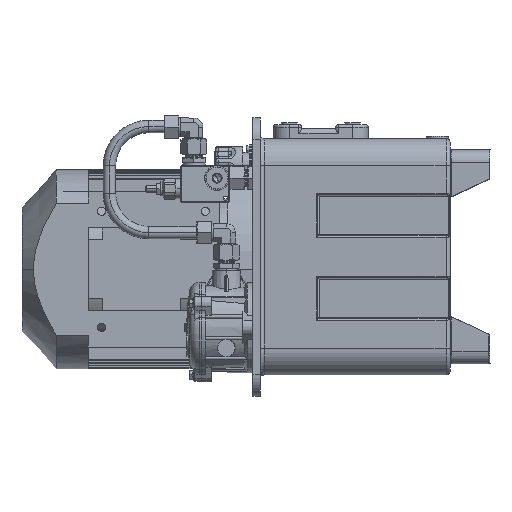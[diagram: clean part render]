
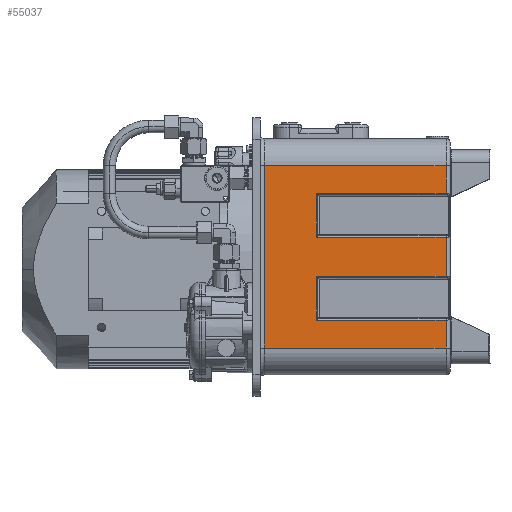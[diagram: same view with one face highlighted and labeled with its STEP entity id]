
A CAD part, left-side view. The second image highlights one B-rep face of the part: STEP entity #55037.
In plain terms, the highlighted planar face has unit normal (-1, 0, 0).
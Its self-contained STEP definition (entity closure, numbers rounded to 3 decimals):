
#5860=DIRECTION('',(0.,0.,-1.));
#5861=VECTOR('',#5860,220.);
#5862=CARTESIAN_POINT('',(-197.5,-7.5,110.));
#5863=LINE('',#5862,#5861);
#6831=DIRECTION('',(0.,-1.,0.));
#6832=VECTOR('',#6831,219.5);
#6833=CARTESIAN_POINT('',(-197.5,-7.5,-110.));
#6834=LINE('',#6833,#6832);
#6839=DIRECTION('',(0.,-1.,0.));
#6840=VECTOR('',#6839,156.464);
#6841=CARTESIAN_POINT('',(-197.5,-70.536,76.464));
#6842=LINE('',#6841,#6840);
#6863=DIRECTION('',(0.,0.,1.));
#6864=VECTOR('',#6863,33.536);
#6865=CARTESIAN_POINT('',(-197.5,-227.,
76.464));
#6866=LINE('',#6865,#6864);
#6871=DIRECTION('',(0.,0.,1.));
#6872=VECTOR('',#6871,33.536);
#6873=CARTESIAN_POINT('',(-197.5,-227.,-110.));
#6874=LINE('',#6873,#6872);
#6891=DIRECTION('',(0.,0.,1.));
#6892=VECTOR('',#6891,47.072);
#6893=CARTESIAN_POINT('',(-197.5,-227.,
-23.536));
#6894=LINE('',#6893,#6892);
#6920=DIRECTION('',(0.,1.,0.));
#6921=VECTOR('',#6920,219.5);
#6922=CARTESIAN_POINT('',(-197.5,-227.,110.));
#6923=LINE('',#6922,#6921);
#8769=DIRECTION('',(0.,1.,0.));
#8770=VECTOR('',#8769,156.464);
#8771=CARTESIAN_POINT('',(-197.5,-227.,
-76.464));
#8772=LINE('',#8771,#8770);
#8773=DIRECTION('',(0.,0.,1.));
#8774=VECTOR('',#8773,52.928);
#8775=CARTESIAN_POINT('',(-197.5,-70.536,-76.464));
#8776=LINE('',#8775,#8774);
#8784=DIRECTION('',(0.,-1.,0.));
#8785=VECTOR('',#8784,156.464);
#8786=CARTESIAN_POINT('',(-197.5,-70.536,-23.536));
#8787=LINE('',#8786,#8785);
#8880=DIRECTION('',(0.,1.,0.));
#8881=VECTOR('',#8880,156.464);
#8882=CARTESIAN_POINT('',(-197.5,-227.,
23.536));
#8883=LINE('',#8882,#8881);
#8884=DIRECTION('',(0.,0.,1.));
#8885=VECTOR('',#8884,52.928);
#8886=CARTESIAN_POINT('',(-197.5,-70.536,23.536));
#8887=LINE('',#8886,#8885);
#32389=CARTESIAN_POINT('',(-197.5,-7.5,-110.));
#32390=VERTEX_POINT('',#32389);
#32391=CARTESIAN_POINT('',(-197.5,-7.5,110.));
#32392=VERTEX_POINT('',#32391);
#32531=CARTESIAN_POINT('',(-197.5,-227.,-110.));
#32532=VERTEX_POINT('',#32531);
#32535=CARTESIAN_POINT('',(-197.5,-70.536,76.464));
#32536=CARTESIAN_POINT('',(-197.5,-227.,
76.464));
#32537=VERTEX_POINT('',#32535);
#32538=VERTEX_POINT('',#32536);
#32539=CARTESIAN_POINT('',(-197.5,-70.536,23.536));
#32540=VERTEX_POINT('',#32539);
#32541=CARTESIAN_POINT('',(-197.5,-227.,
23.536));
#32542=VERTEX_POINT('',#32541);
#32543=CARTESIAN_POINT('',(-197.5,-227.,
-23.536));
#32544=VERTEX_POINT('',#32543);
#32545=CARTESIAN_POINT('',(-197.5,-70.536,-23.536));
#32546=VERTEX_POINT('',#32545);
#32547=CARTESIAN_POINT('',(-197.5,-70.536,-76.464));
#32548=VERTEX_POINT('',#32547);
#32549=CARTESIAN_POINT('',(-197.5,-227.,
-76.464));
#32550=VERTEX_POINT('',#32549);
#32551=CARTESIAN_POINT('',(-197.5,-227.,110.));
#32552=VERTEX_POINT('',#32551);
#55008=CARTESIAN_POINT('',(-197.5,-117.25,0.));
#55009=DIRECTION('',(1.,0.,0.));
#55010=DIRECTION('',(0.,0.,1.));
#55011=AXIS2_PLACEMENT_3D('',#55008,#55009,#55010);
#55012=PLANE('',#55011);
#55014=ORIENTED_EDGE('',*,*,#55013,.F.);
#55016=ORIENTED_EDGE('',*,*,#55015,.F.);
#55018=ORIENTED_EDGE('',*,*,#55017,.F.);
#55020=ORIENTED_EDGE('',*,*,#55019,.F.);
#55022=ORIENTED_EDGE('',*,*,#55021,.F.);
#55024=ORIENTED_EDGE('',*,*,#55023,.F.);
#55026=ORIENTED_EDGE('',*,*,#55025,.F.);
#55028=ORIENTED_EDGE('',*,*,#55027,.F.);
#55029=ORIENTED_EDGE('',*,*,#55001,.F.);
#55030=ORIENTED_EDGE('',*,*,#53825,.F.);
#55032=ORIENTED_EDGE('',*,*,#55031,.F.);
#55034=ORIENTED_EDGE('',*,*,#55033,.F.);
#55035=EDGE_LOOP('',(#55014,#55016,#55018,#55020,#55022,#55024,#55026,#55028,
#55029,#55030,#55032,#55034));
#55036=FACE_OUTER_BOUND('',#55035,.F.);
#55037=ADVANCED_FACE('',(#55036),#55012,.F.);
#53825=EDGE_CURVE('',#32392,#32390,#5863,.T.);
#55001=EDGE_CURVE('',#32390,#32532,#6834,.T.);
#55013=EDGE_CURVE('',#32537,#32538,#6842,.T.);
#55015=EDGE_CURVE('',#32540,#32537,#8887,.T.);
#55017=EDGE_CURVE('',#32542,#32540,#8883,.T.);
#55019=EDGE_CURVE('',#32544,#32542,#6894,.T.);
#55021=EDGE_CURVE('',#32546,#32544,#8787,.T.);
#55023=EDGE_CURVE('',#32548,#32546,#8776,.T.);
#55025=EDGE_CURVE('',#32550,#32548,#8772,.T.);
#55027=EDGE_CURVE('',#32532,#32550,#6874,.T.);
#55031=EDGE_CURVE('',#32552,#32392,#6923,.T.);
#55033=EDGE_CURVE('',#32538,#32552,#6866,.T.);
